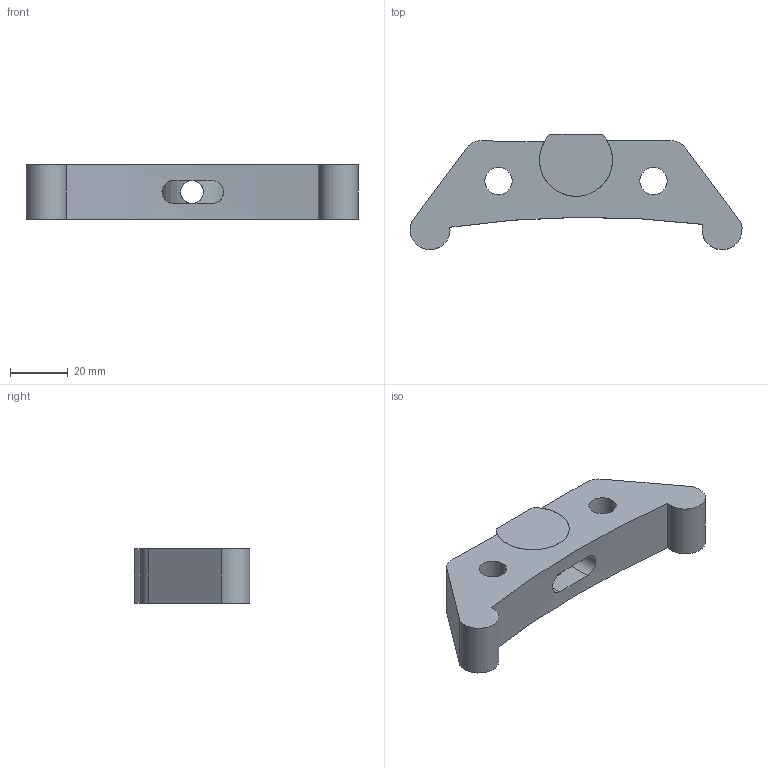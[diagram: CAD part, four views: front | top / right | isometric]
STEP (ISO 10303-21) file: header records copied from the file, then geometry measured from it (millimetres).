
FILE_DESCRIPTION(/* description */ (''),/* implementation_level */ '2;1');
FILE_NAME(/* name */ 'Rocker clamp assembly.step',/* time_stamp */ '2018-01-16T17:29:44-06:00',/* author */ ('kjk2002'),/* organization */ (''),/* preprocessor_version */ 'ST-DEVELOPER v16.13',/* originating_system */ 'Autodesk Translation Framework v6.5.0.72',/* authorisation */ '');
FILE_SCHEMA (('AUTOMOTIVE_DESIGN { 1 0 10303 214 3 1 1 }'));
Length unit declared in the file: inch
Products named in the file (4): Rocker clamp assembly; Rocker clamp body; Rocker clamp Pivot v1; rocker clamp pivot
Assembly tree (3 placements, depth 3):
  Rocker clamp assembly
    Rocker clamp body
    Rocker clamp Pivot v1
      rocker clamp pivot
Bounding box: 115.49 x 40.13 x 19.05 mm (x, y, z)
Volume: 49127.9 mm3; surface area: 14620.1 mm2
Topology: 2 solids, 2 shells, 25 faces, 63 edges, 42 vertices
Faces by surface type: cylinder 14, plane 11
Full cylindrical faces by diameter (mm): 7.95 x1, 9.525 x2
Entity records: 1015 total; most frequent: CARTESIAN_POINT 268, DIRECTION 143, ORIENTED_EDGE 126, EDGE_CURVE 63, AXIS2_PLACEMENT_3D 56, VERTEX_POINT 42, EDGE_LOOP 33, LINE 31
